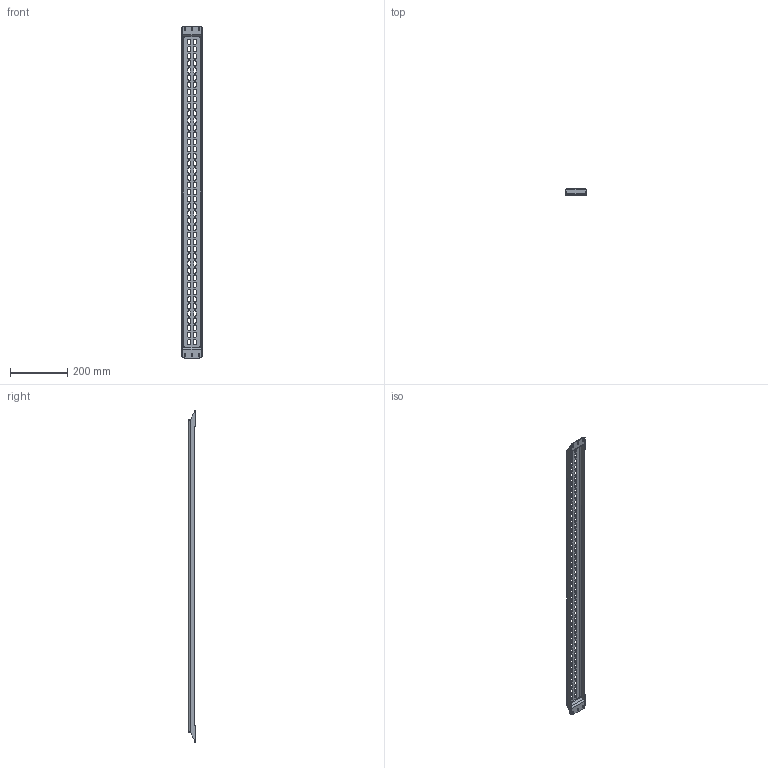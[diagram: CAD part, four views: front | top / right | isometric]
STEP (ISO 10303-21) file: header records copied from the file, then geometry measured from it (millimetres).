
FILE_DESCRIPTION (( 'STEP AP214' ), '1' );
FILE_NAME ('998.520.STEP', '2024-10-01T09:50:55', ( '' ), ( '' ), 'SwSTEP 2.0', 'SolidWorks 2021', '' );
FILE_SCHEMA (( 'AUTOMOTIVE_DESIGN' ));
Length unit declared in the file: millimetre
Products named in the file (1): 998.520
Bounding box: 72 x 25 x 1161 mm (x, y, z)
Volume: 329221.4 mm3; surface area: 241475.6 mm2
Topology: 1 solids, 1 shells, 550 faces, 1596 edges, 1048 vertices
Faces by surface type: cylinder 308, plane 226, bspline 16
Entity records: 20002 total; most frequent: CARTESIAN_POINT 4679, DIRECTION 3210, ORIENTED_EDGE 3192, EDGE_CURVE 1596, AXIS2_PLACEMENT_3D 1135, VERTEX_POINT 1048, VECTOR 940, LINE 940
